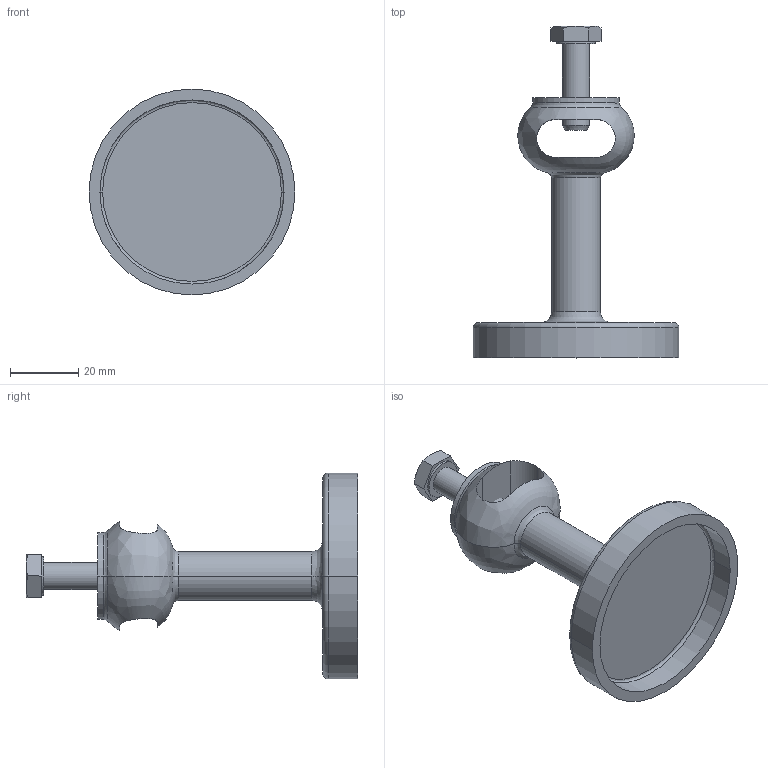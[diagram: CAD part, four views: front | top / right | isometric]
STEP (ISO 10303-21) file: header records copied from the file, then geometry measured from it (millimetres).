
FILE_DESCRIPTION((''),'2;1');
FILE_NAME('78260.stp','2009-10-13T07:26:00',('jholman'),(''),'Autodesk Inventor 2009','Autodesk Inventor 2009','');
FILE_SCHEMA(('AUTOMOTIVE_DESIGN { 1 0 10303 214 1 1 1 1 }'));
Length unit declared in the file: inch
Products named in the file (3): 3D11EVD4B; 3D1158B4C; Hex Cap Screw - UNC (Regular Thread - Inch) 5/16-18 UNC - 1.0
Assembly tree (2 placements, depth 2):
  3D11EVD4B
    3D1158B4C
    Hex Cap Screw - UNC (Regular Thread - Inch) 5/16-18 UNC - 1.0
Bounding box: 60.33 x 97.23 x 60.33 mm (x, y, z)
Volume: 30684 mm3; surface area: 15774.5 mm2
Topology: 2 solids, 2 shells, 51 faces, 108 edges, 65 vertices
Faces by surface type: cylinder 16, plane 16, bspline 10, cone 7, torus 2
Full cylindrical faces by diameter (mm): 7.938 x1, 11.43 x1
Entity records: 2015 total; most frequent: CARTESIAN_POINT 874, DIRECTION 234, ORIENTED_EDGE 210, EDGE_CURVE 105, AXIS2_PLACEMENT_3D 103, VERTEX_POINT 65, EDGE_LOOP 62, CIRCLE 57
